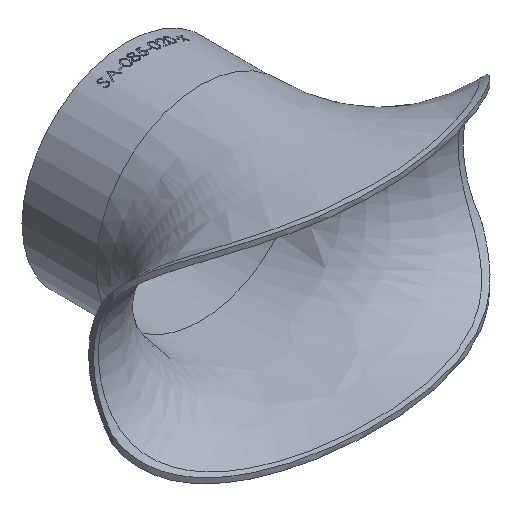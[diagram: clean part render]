
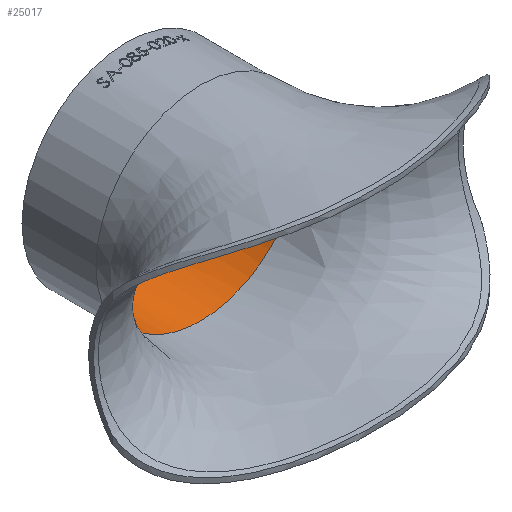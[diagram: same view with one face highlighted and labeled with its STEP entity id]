
A CAD part, isometric view. The second image highlights one B-rep face of the part: STEP entity #25017.
In plain terms, the highlighted cylindrical face has radius 40.5 mm (diameter 81 mm), a full revolution.
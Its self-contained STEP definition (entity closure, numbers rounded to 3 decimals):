
#37 = CARTESIAN_POINT ( 'NONE',  ( -37.829, 72.035, -14.546 ) ) ;
#723 = FACE_OUTER_BOUND ( 'NONE', #5249, .T. ) ;
#1351 = CARTESIAN_POINT ( 'NONE',  ( 40.429, 72.035, -2.78 ) ) ;
#1540 = CARTESIAN_POINT ( 'NONE',  ( 38.284, 72.034, -13.306 ) ) ;
#1633 = CARTESIAN_POINT ( 'NONE',  ( 1.389, 72.035, -40.5 ) ) ;
#1732 = CARTESIAN_POINT ( 'NONE',  ( 40.153, 72.035, 5.505 ) ) ;
#1828 = CARTESIAN_POINT ( 'NONE',  ( -35.266, 72.035, 20.6 ) ) ;
#1881 = DIRECTION ( 'NONE',  ( 0., 0., 1. ) ) ;
#1970 = CARTESIAN_POINT ( 'NONE',  ( 0., 72.035, 40.5 ) ) ;
#2472 = CARTESIAN_POINT ( 'NONE',  ( -39.407, 72.034, -9.475 ) ) ;
#2572 = CARTESIAN_POINT ( 'NONE',  ( -24.965, 72.029, 32.299 ) ) ;
#3570 = CARTESIAN_POINT ( 'NONE',  ( 20.6, 72.031, 35.266 ) ) ;
#3748 = CARTESIAN_POINT ( 'NONE',  ( 35.266, 72.035, -20.6 ) ) ;
#3756 = CIRCLE ( 'NONE', #11162, 40.5 ) ;
#3837 = CARTESIAN_POINT ( 'NONE',  ( -5.505, 72.035, -40.153 ) ) ;
#4423 = CARTESIAN_POINT ( 'NONE',  ( 0., 102., 0. ) ) ;
#4465 = CARTESIAN_POINT ( 'NONE',  ( -40.429, 72.035, 2.78 ) ) ;
#4656 = CARTESIAN_POINT ( 'NONE',  ( 0., 72.035, 40.5 ) ) ;
#4945 = VERTEX_POINT ( 'NONE', #25955 ) ;
#5249 = EDGE_LOOP ( 'NONE', ( #16212 ) ) ;
#5739 = CARTESIAN_POINT ( 'NONE',  ( 38.284, 72.034, 13.306 ) ) ;
#5827 = CARTESIAN_POINT ( 'NONE',  ( 40.153, 72.035, -5.505 ) ) ;
#6020 = CARTESIAN_POINT ( 'NONE',  ( -6.841, 72.034, -39.947 ) ) ;
#6115 = CARTESIAN_POINT ( 'NONE',  ( -32.299, 72.03, -24.965 ) ) ;
#7851 = CARTESIAN_POINT ( 'NONE',  ( 32.299, 72.03, -24.965 ) ) ;
#7941 = CARTESIAN_POINT ( 'NONE',  ( 0., 72.035, 40.5 ) ) ;
#8123 = CARTESIAN_POINT ( 'NONE',  ( 13.306, 72.033, -38.284 ) ) ;
#8217 = CARTESIAN_POINT ( 'NONE',  ( 32.299, 72.03, 24.965 ) ) ;
#8764 = CARTESIAN_POINT ( 'NONE',  ( -24.965, 72.029, -32.299 ) ) ;
#8849 = CARTESIAN_POINT ( 'NONE',  ( -39.073, 72.034, -10.771 ) ) ;
#8939 = CARTESIAN_POINT ( 'NONE',  ( -39.407, 72.034, 9.475 ) ) ;
#9692 = CARTESIAN_POINT ( 'NONE',  ( 0., 72., 0. ) ) ;
#10060 = CARTESIAN_POINT ( 'NONE',  ( 10.771, 72.034, -39.073 ) ) ;
#10338 = CARTESIAN_POINT ( 'NONE',  ( 5.505, 72.035, -40.153 ) ) ;
#10427 = CARTESIAN_POINT ( 'NONE',  ( -2.78, 72.035, -40.429 ) ) ;
#10520 = CARTESIAN_POINT ( 'NONE',  ( -39.947, 72.035, 6.841 ) ) ;
#10988 = CARTESIAN_POINT ( 'NONE',  ( -10.771, 72.034, -39.073 ) ) ;
#11162 = AXIS2_PLACEMENT_3D ( 'NONE', #4423, #28198, #1881 ) ;
#11169 = CARTESIAN_POINT ( 'NONE',  ( -14.546, 72.033, -37.829 ) ) ;
#11242 = EDGE_CURVE ( 'NONE', #4945, #4945, #3756, .T. ) ;
#11910 = DIRECTION ( 'NONE',  ( 0., 1., 0. ) ) ;
#12271 = CARTESIAN_POINT ( 'NONE',  ( 24.965, 72.029, 32.299 ) ) ;
#12430 = ORIENTED_EDGE ( 'NONE', *, *, #26476, .F. ) ;
#12544 = CARTESIAN_POINT ( 'NONE',  ( 2.78, 72.035, -40.429 ) ) ;
#12630 = CARTESIAN_POINT ( 'NONE',  ( 40.5, 72.035, 1.389 ) ) ;
#12726 = CARTESIAN_POINT ( 'NONE',  ( -38.284, 72.035, -13.306 ) ) ;
#13178 = CARTESIAN_POINT ( 'NONE',  ( -35.266, 72.035, -20.6 ) ) ;
#13367 = CARTESIAN_POINT ( 'NONE',  ( -39.947, 72.035, -6.841 ) ) ;
#14486 = CARTESIAN_POINT ( 'NONE',  ( 40.5, 72.035, -1.389 ) ) ;
#14852 = CARTESIAN_POINT ( 'NONE',  ( 5.594, 72.035, 40.5 ) ) ;
#14945 = CARTESIAN_POINT ( 'NONE',  ( -38.284, 72.034, 13.306 ) ) ;
#15575 = CARTESIAN_POINT ( 'NONE',  ( -20.6, 72.031, 35.266 ) ) ;
#15679 = CARTESIAN_POINT ( 'NONE',  ( -40.5, 72.035, -1.389 ) ) ;
#16212 = ORIENTED_EDGE ( 'NONE', *, *, #11242, .T. ) ;
#16527 = CYLINDRICAL_SURFACE ( 'NONE', #28526, 40.5 ) ;
#16787 = CARTESIAN_POINT ( 'NONE',  ( 39.073, 72.034, 10.771 ) ) ;
#16879 = CARTESIAN_POINT ( 'NONE',  ( 37.829, 72.035, -14.546 ) ) ;
#16977 = CARTESIAN_POINT ( 'NONE',  ( -1.389, 72.035, -40.5 ) ) ;
#17073 = CARTESIAN_POINT ( 'NONE',  ( 40.429, 72.035, 2.78 ) ) ;
#17651 = VERTEX_POINT ( 'NONE', #1970 ) ;
#17836 = CARTESIAN_POINT ( 'NONE',  ( -20.6, 72.031, -35.266 ) ) ;
#17934 = CARTESIAN_POINT ( 'NONE',  ( -5.594, 72.035, 40.5 ) ) ;
#18935 = CARTESIAN_POINT ( 'NONE',  ( 35.266, 72.035, 20.6 ) ) ;
#19031 = CARTESIAN_POINT ( 'NONE',  ( 37.829, 72.035, 14.546 ) ) ;
#19117 = CARTESIAN_POINT ( 'NONE',  ( 24.965, 72.029, -32.299 ) ) ;
#19757 = B_SPLINE_CURVE_WITH_KNOTS ( 'NONE', 3,
 ( #7941, #14852, #23428, #3570, #12271, #8217, #18935, #19031, #5739, #16787, #27776, #21137, #1732, #17073, #12630, #14486, #1351, #5827, #21224, #25632, #27865, #1540, #16879, #3748, #7851, #19117, #23244, #21314, #8123, #10060, #23609, #23519, #10338, #12544, #1633, #16977, #10427, #3837, #6020, #25816, #10988, #21599, #11169, #17836, #8764, #6115, #13178, #37, #12726, #8849, #2472, #13367, #28145, #21502, #15679, #26361, #4465, #24248, #10520, #8939, #19937, #14945, #22250, #1828, #20045, #2572, #15575, #23701, #17934, #4656 ),
 .UNSPECIFIED., .T., .F.,
 ( 4, 2, 2, 2, 2, 2, 2, 2, 2, 2, 2, 2, 2, 2, 2, 2, 2, 2, 2, 2, 2, 2, 2, 2, 2, 2, 2, 2, 2, 2, 2, 2, 2, 2, 4 ),
 ( 0., 0.062, 0.125, 0.187, 0.203, 0.219, 0.234, 0.25, 0.266, 0.281, 0.297, 0.312, 0.375, 0.437, 0.453, 0.469, 0.484, 0.5, 0.516, 0.531, 0.547, 0.562, 0.625, 0.687, 0.703, 0.719, 0.734, 0.75, 0.766, 0.781, 0.797, 0.812, 0.875, 0.938, 1. ),
 .UNSPECIFIED. ) ;
#19937 = CARTESIAN_POINT ( 'NONE',  ( -39.073, 72.034, 10.771 ) ) ;
#20045 = CARTESIAN_POINT ( 'NONE',  ( -32.299, 72.031, 24.965 ) ) ;
#21023 = FACE_OUTER_BOUND ( 'NONE', #23960, .T. ) ;
#21137 = CARTESIAN_POINT ( 'NONE',  ( 39.947, 72.035, 6.841 ) ) ;
#21224 = CARTESIAN_POINT ( 'NONE',  ( 39.947, 72.035, -6.841 ) ) ;
#21314 = CARTESIAN_POINT ( 'NONE',  ( 14.546, 72.033, -37.829 ) ) ;
#21502 = CARTESIAN_POINT ( 'NONE',  ( -40.429, 72.035, -2.78 ) ) ;
#21599 = CARTESIAN_POINT ( 'NONE',  ( -13.306, 72.033, -38.284 ) ) ;
#22250 = CARTESIAN_POINT ( 'NONE',  ( -37.829, 72.035, 14.546 ) ) ;
#23244 = CARTESIAN_POINT ( 'NONE',  ( 20.6, 72.031, -35.266 ) ) ;
#23428 = CARTESIAN_POINT ( 'NONE',  ( 10.914, 72.034, 39.366 ) ) ;
#23519 = CARTESIAN_POINT ( 'NONE',  ( 6.841, 72.034, -39.947 ) ) ;
#23609 = CARTESIAN_POINT ( 'NONE',  ( 9.475, 72.034, -39.407 ) ) ;
#23701 = CARTESIAN_POINT ( 'NONE',  ( -10.914, 72.034, 39.366 ) ) ;
#23960 = EDGE_LOOP ( 'NONE', ( #12430 ) ) ;
#24248 = CARTESIAN_POINT ( 'NONE',  ( -40.153, 72.035, 5.505 ) ) ;
#25017 = ADVANCED_FACE ( 'NONE', ( #21023, #723 ), #16527, .F. ) ;
#25632 = CARTESIAN_POINT ( 'NONE',  ( 39.407, 72.034, -9.475 ) ) ;
#25816 = CARTESIAN_POINT ( 'NONE',  ( -9.475, 72.034, -39.407 ) ) ;
#25955 = CARTESIAN_POINT ( 'NONE',  ( 0., 102., 40.5 ) ) ;
#26361 = CARTESIAN_POINT ( 'NONE',  ( -40.5, 72.035, 1.389 ) ) ;
#26476 = EDGE_CURVE ( 'NONE', #17651, #17651, #19757, .T. ) ;
#27305 = DIRECTION ( 'NONE',  ( 0., 0., 1. ) ) ;
#27776 = CARTESIAN_POINT ( 'NONE',  ( 39.407, 72.034, 9.475 ) ) ;
#27865 = CARTESIAN_POINT ( 'NONE',  ( 39.073, 72.034, -10.771 ) ) ;
#28145 = CARTESIAN_POINT ( 'NONE',  ( -40.153, 72.035, -5.505 ) ) ;
#28198 = DIRECTION ( 'NONE',  ( 0., 1., 0. ) ) ;
#28526 = AXIS2_PLACEMENT_3D ( 'NONE', #9692, #11910, #27305 ) ;
